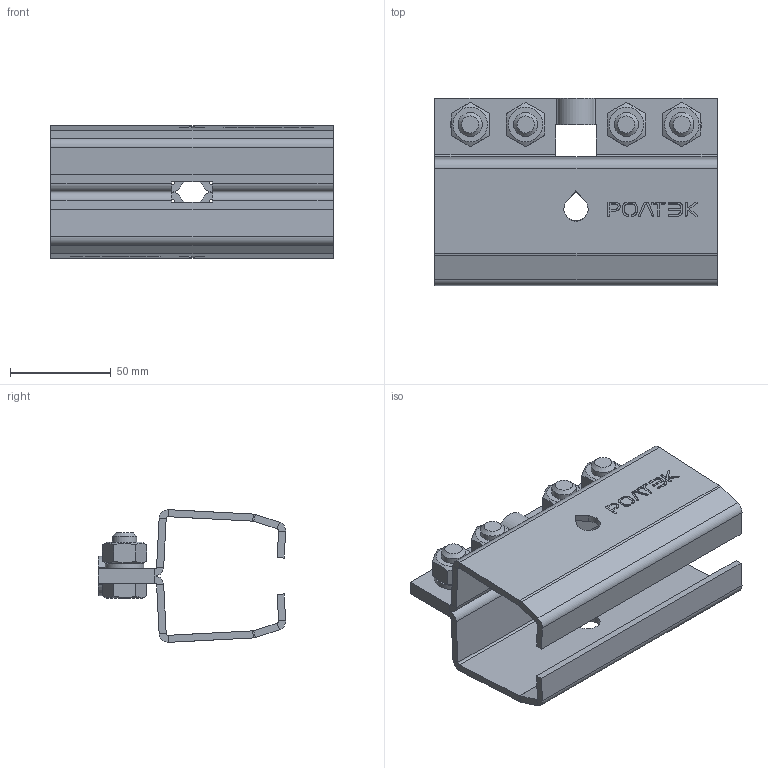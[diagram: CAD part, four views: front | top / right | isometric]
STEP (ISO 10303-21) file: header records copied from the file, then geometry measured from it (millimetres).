
FILE_DESCRIPTION(('STEP AP203'), '1');
FILE_NAME('274.RC55 青踱囹 RC55 耦邃桧栩咫', '', ('UNSPECIFIED'), ('UNSPECIFIED'), 'ASCON STEP Converter 1.3', 'ASCON Math Kernel', '');
FILE_SCHEMA(('CONFIG_CONTROL_DESIGN'));
Length unit declared in the file: millimetre
Products named in the file (1): 274.RC55
Bounding box: 140 x 92.89 x 65.8 mm (x, y, z)
Volume: 153398.8 mm3; surface area: 79870.4 mm2
Topology: 1 solids, 1 shells, 470 faces, 1230 edges, 780 vertices
Faces by surface type: plane 282, cylinder 168, cone 16, torus 4
Full cylindrical faces by diameter (mm): 12 x8, 13 x4
Entity records: 20901 total; most frequent: CARTESIAN_POINT 5520, DIRECTION 2420, ORIENTED_EDGE 2396, EDGE_CURVE 1198, AXIS2_PLACEMENT_3D 839, VERTEX_POINT 780, LINE 742, VECTOR 742
